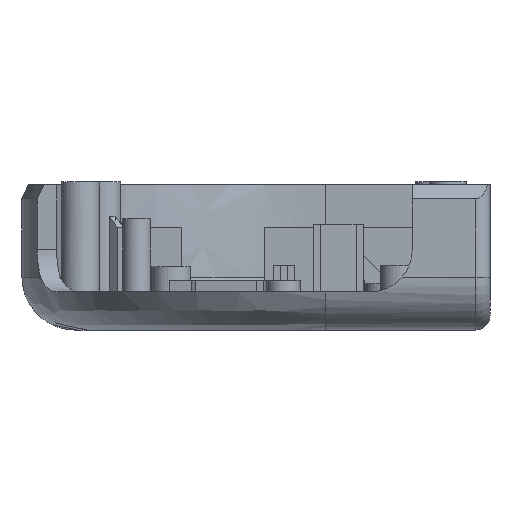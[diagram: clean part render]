
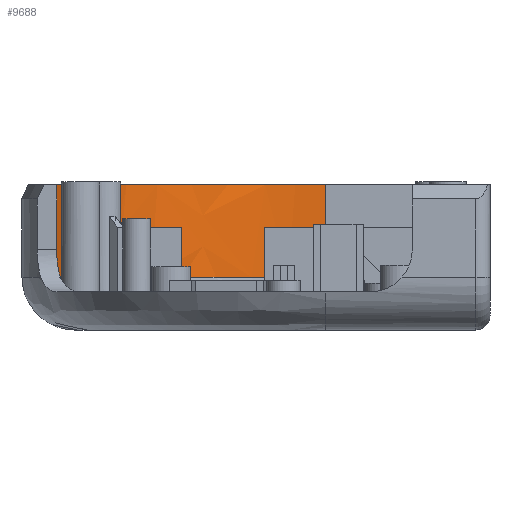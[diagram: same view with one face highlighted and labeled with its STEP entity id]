
A CAD part, front view. The second image highlights one B-rep face of the part: STEP entity #9688.
In plain terms, the highlighted free-form (B-spline) face has degree [3, 3] with [7, 4] control points.
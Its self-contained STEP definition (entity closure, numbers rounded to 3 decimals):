
#64=B_SPLINE_SURFACE_WITH_KNOTS('',3,3,((#15831,#15832,#15833,#15834),(#15835,
#15836,#15837,#15838),(#15839,#15840,#15841,#15842),(#15843,#15844,#15845,
#15846),(#15847,#15848,#15849,#15850),(#15851,#15852,#15853,#15854),(#15855,
#15856,#15857,#15858)),.UNSPECIFIED.,.F.,.F.,.F.,(4,1,1,1,4),(4,4),(0.,
0.286,0.571,0.857,1.),(0.375,1.03),
 .UNSPECIFIED.);
#79=B_SPLINE_CURVE_WITH_KNOTS('',3,(#13528,#13529,#13530,#13531,#13532),
 .UNSPECIFIED.,.F.,.F.,(4,1,4),(-2.8,-2.023,-1.44),
 .UNSPECIFIED.);
#105=B_SPLINE_CURVE_WITH_KNOTS('',3,(#15802,#15803,#15804,#15805),
 .UNSPECIFIED.,.F.,.F.,(4,4),(-0.405,-0.05),.UNSPECIFIED.);
#106=B_SPLINE_CURVE_WITH_KNOTS('',3,(#15809,#15810,#15811,#15812),
 .UNSPECIFIED.,.F.,.F.,(4,4),(-0.355,0.),.UNSPECIFIED.);
#108=B_SPLINE_CURVE_WITH_KNOTS('',3,(#15827,#15828,#15829,#15830),
 .UNSPECIFIED.,.F.,.F.,(4,4),(-0.119,-0.072),
 .UNSPECIFIED.);
#109=B_SPLINE_CURVE_WITH_KNOTS('',3,(#15859,#15860,#15861,#15862,#15863),
 .UNSPECIFIED.,.F.,.F.,(4,1,4),(-1.398,-0.599,0.),
 .UNSPECIFIED.);
#110=B_SPLINE_CURVE_WITH_KNOTS('',3,(#15865,#15866,#15867,#15868),
 .UNSPECIFIED.,.F.,.F.,(4,4),(-1.03,-0.375),.UNSPECIFIED.);
#111=B_SPLINE_CURVE_WITH_KNOTS('',3,(#15870,#15871,#15872,#15873,#15874,
#15875,#15876),.UNSPECIFIED.,.F.,.F.,(4,1,1,1,4),(-1.,-0.857,
-0.571,-0.286,0.),.UNSPECIFIED.);
#112=B_SPLINE_CURVE_WITH_KNOTS('',3,(#15877,#15878,#15879,#15880),
 .UNSPECIFIED.,.F.,.F.,(4,4),(0.375,1.03),.UNSPECIFIED.);
#610=FACE_OUTER_BOUND('',#1203,.T.);
#1203=EDGE_LOOP('',(#8019,#8020,#8021,#8022,#8023,#8024,#8025,#8026));
#3894=VERTEX_POINT('',#13514);
#3895=VERTEX_POINT('',#13527);
#4453=VERTEX_POINT('',#15192);
#4569=VERTEX_POINT('',#15800);
#4570=VERTEX_POINT('',#15807);
#4571=VERTEX_POINT('',#15808);
#4572=VERTEX_POINT('',#15864);
#4573=VERTEX_POINT('',#15869);
#4816=EDGE_CURVE('',#3895,#3894,#79,.T.);
#5786=EDGE_CURVE('',#3894,#4569,#105,.T.);
#5787=EDGE_CURVE('',#4570,#4571,#106,.T.);
#5790=EDGE_CURVE('',#4569,#4570,#108,.T.);
#5791=EDGE_CURVE('',#4571,#4453,#109,.T.);
#5792=EDGE_CURVE('',#4572,#4453,#110,.T.);
#5793=EDGE_CURVE('',#4573,#4572,#111,.T.);
#5794=EDGE_CURVE('',#3895,#4573,#112,.T.);
#8019=ORIENTED_EDGE('',*,*,#5786,.T.);
#8020=ORIENTED_EDGE('',*,*,#5790,.T.);
#8021=ORIENTED_EDGE('',*,*,#5787,.T.);
#8022=ORIENTED_EDGE('',*,*,#5791,.T.);
#8023=ORIENTED_EDGE('',*,*,#5792,.F.);
#8024=ORIENTED_EDGE('',*,*,#5793,.F.);
#8025=ORIENTED_EDGE('',*,*,#5794,.F.);
#8026=ORIENTED_EDGE('',*,*,#4816,.T.);
#9688=ADVANCED_FACE('',(#610),#64,.F.);
#13514=CARTESIAN_POINT('',(-26.4,-7.438,3.75));
#13527=CARTESIAN_POINT('',(-31.898,-21.5,3.75));
#13528=CARTESIAN_POINT('Ctrl Pts',(-31.898,-21.5,3.75));
#13529=CARTESIAN_POINT('Ctrl Pts',(-31.898,-18.583,
3.75));
#13530=CARTESIAN_POINT('Ctrl Pts',(-30.86,-13.43,
3.75));
#13531=CARTESIAN_POINT('Ctrl Pts',(-27.936,-9.047,
3.75));
#13532=CARTESIAN_POINT('Ctrl Pts',(-26.4,-7.438,
3.75));
#15192=CARTESIAN_POINT('',(-11.698,-1.3,3.75));
#15800=CARTESIAN_POINT('',(-26.4,-7.438,7.3));
#15802=CARTESIAN_POINT('Ctrl Pts',(-26.4,-7.438,3.75));
#15803=CARTESIAN_POINT('Ctrl Pts',(-26.4,-7.438,4.933));
#15804=CARTESIAN_POINT('Ctrl Pts',(-26.4,-7.438,6.117));
#15805=CARTESIAN_POINT('Ctrl Pts',(-26.4,-7.438,7.3));
#15807=CARTESIAN_POINT('',(-26.07,-7.1,7.3));
#15808=CARTESIAN_POINT('',(-26.07,-7.1,3.75));
#15809=CARTESIAN_POINT('Ctrl Pts',(-26.07,-7.1,7.3));
#15810=CARTESIAN_POINT('Ctrl Pts',(-26.07,-7.1,6.117));
#15811=CARTESIAN_POINT('Ctrl Pts',(-26.07,-7.1,4.933));
#15812=CARTESIAN_POINT('Ctrl Pts',(-26.07,-7.1,3.75));
#15827=CARTESIAN_POINT('Ctrl Pts',(-26.403,-7.44,
7.3));
#15828=CARTESIAN_POINT('Ctrl Pts',(-26.294,-7.326,7.3));
#15829=CARTESIAN_POINT('Ctrl Pts',(-26.184,-7.214,
7.3));
#15830=CARTESIAN_POINT('Ctrl Pts',(-26.072,-7.103,
7.3));
#15831=CARTESIAN_POINT('Ctrl Pts',(-11.698,-1.3,3.75));
#15832=CARTESIAN_POINT('Ctrl Pts',(-11.698,-1.3,5.933));
#15833=CARTESIAN_POINT('Ctrl Pts',(-11.698,-1.3,8.117));
#15834=CARTESIAN_POINT('Ctrl Pts',(-11.698,-1.3,10.3));
#15835=CARTESIAN_POINT('Ctrl Pts',(-14.541,-1.3,3.75));
#15836=CARTESIAN_POINT('Ctrl Pts',(-14.541,-1.3,5.933));
#15837=CARTESIAN_POINT('Ctrl Pts',(-14.541,-1.3,8.117));
#15838=CARTESIAN_POINT('Ctrl Pts',(-14.541,-1.3,10.3));
#15839=CARTESIAN_POINT('Ctrl Pts',(-20.596,-2.438,
3.75));
#15840=CARTESIAN_POINT('Ctrl Pts',(-20.596,-2.438,
5.933));
#15841=CARTESIAN_POINT('Ctrl Pts',(-20.596,-2.438,
8.117));
#15842=CARTESIAN_POINT('Ctrl Pts',(-20.596,-2.438,
10.3));
#15843=CARTESIAN_POINT('Ctrl Pts',(-28.279,-8.401,
3.75));
#15844=CARTESIAN_POINT('Ctrl Pts',(-28.279,-8.401,
5.933));
#15845=CARTESIAN_POINT('Ctrl Pts',(-28.279,-8.401,
8.117));
#15846=CARTESIAN_POINT('Ctrl Pts',(-28.279,-8.401,
10.3));
#15847=CARTESIAN_POINT('Ctrl Pts',(-31.495,-15.695,
3.75));
#15848=CARTESIAN_POINT('Ctrl Pts',(-31.495,-15.695,
5.933));
#15849=CARTESIAN_POINT('Ctrl Pts',(-31.495,-15.695,
8.117));
#15850=CARTESIAN_POINT('Ctrl Pts',(-31.495,-15.695,
10.3));
#15851=CARTESIAN_POINT('Ctrl Pts',(-31.898,-20.078,
3.75));
#15852=CARTESIAN_POINT('Ctrl Pts',(-31.898,-20.078,
5.933));
#15853=CARTESIAN_POINT('Ctrl Pts',(-31.898,-20.078,
8.117));
#15854=CARTESIAN_POINT('Ctrl Pts',(-31.898,-20.078,
10.3));
#15855=CARTESIAN_POINT('Ctrl Pts',(-31.898,-21.5,3.75));
#15856=CARTESIAN_POINT('Ctrl Pts',(-31.898,-21.5,5.933));
#15857=CARTESIAN_POINT('Ctrl Pts',(-31.898,-21.5,8.117));
#15858=CARTESIAN_POINT('Ctrl Pts',(-31.898,-21.5,10.3));
#15859=CARTESIAN_POINT('Ctrl Pts',(-26.07,-7.1,3.75));
#15860=CARTESIAN_POINT('Ctrl Pts',(-23.912,-4.946,3.75));
#15861=CARTESIAN_POINT('Ctrl Pts',(-19.229,-2.107,
3.75));
#15862=CARTESIAN_POINT('Ctrl Pts',(-13.946,-1.3,3.75));
#15863=CARTESIAN_POINT('Ctrl Pts',(-11.698,-1.3,3.75));
#15864=CARTESIAN_POINT('',(-11.698,-1.3,10.3));
#15865=CARTESIAN_POINT('Ctrl Pts',(-11.698,-1.3,10.3));
#15866=CARTESIAN_POINT('Ctrl Pts',(-11.698,-1.3,8.117));
#15867=CARTESIAN_POINT('Ctrl Pts',(-11.698,-1.3,5.933));
#15868=CARTESIAN_POINT('Ctrl Pts',(-11.698,-1.3,3.75));
#15869=CARTESIAN_POINT('',(-31.898,-21.5,10.3));
#15870=CARTESIAN_POINT('Ctrl Pts',(-31.898,-21.5,10.3));
#15871=CARTESIAN_POINT('Ctrl Pts',(-31.898,-20.078,
10.3));
#15872=CARTESIAN_POINT('Ctrl Pts',(-31.495,-15.695,
10.3));
#15873=CARTESIAN_POINT('Ctrl Pts',(-28.279,-8.401,
10.3));
#15874=CARTESIAN_POINT('Ctrl Pts',(-20.596,-2.438,
10.3));
#15875=CARTESIAN_POINT('Ctrl Pts',(-14.541,-1.3,10.3));
#15876=CARTESIAN_POINT('Ctrl Pts',(-11.698,-1.3,10.3));
#15877=CARTESIAN_POINT('Ctrl Pts',(-31.898,-21.5,3.75));
#15878=CARTESIAN_POINT('Ctrl Pts',(-31.898,-21.5,5.933));
#15879=CARTESIAN_POINT('Ctrl Pts',(-31.898,-21.5,8.117));
#15880=CARTESIAN_POINT('Ctrl Pts',(-31.898,-21.5,10.3));
